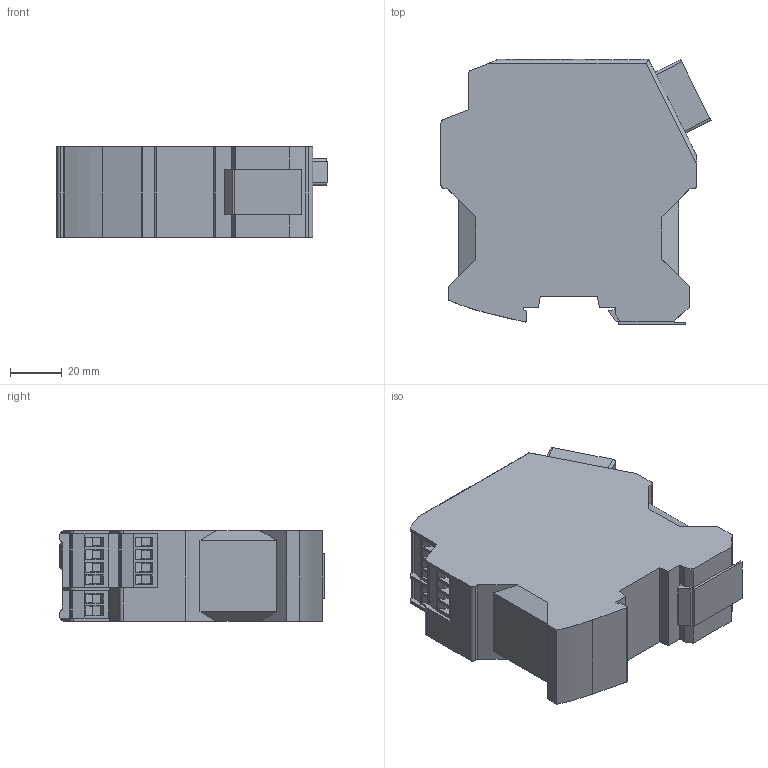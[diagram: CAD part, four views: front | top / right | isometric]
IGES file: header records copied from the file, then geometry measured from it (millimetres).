
Start section: Elysium IGES Interface
Global section: file name: 62H2708575_PSI_MOS_RS422_FO1300_E-select.igs; native system: SolidDesigner 16.00A  16-Aug-2008; preprocessor: CoCreate IGES_3D V2.2; author: Unknown; organization: Unknown; date: 20110519.124813; units: millimetre
Bounding box: 104.53 x 102.59 x 35.2 mm (x, y, z)
Volume: 294516.2 mm3; surface area: 32778.9 mm2
Topology: 1 solids, 1 shells, 286 faces, 759 edges, 506 vertices
Faces by surface type: bspline 286
